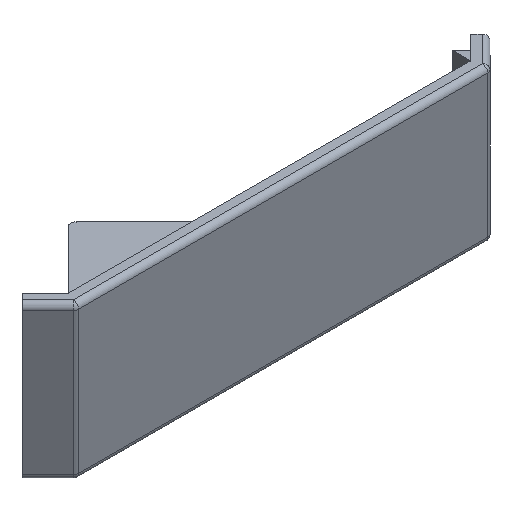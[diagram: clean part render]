
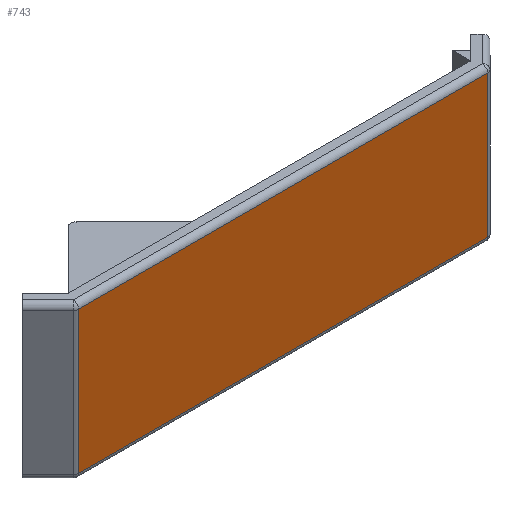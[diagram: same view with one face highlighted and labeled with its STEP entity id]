
A CAD part, isometric view. The second image highlights one B-rep face of the part: STEP entity #743.
In plain terms, the highlighted planar face has unit normal (0, -1, 0).
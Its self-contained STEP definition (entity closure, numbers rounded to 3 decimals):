
#14 = DIRECTION ( 'NONE',  ( 0., 1., 0. ) ) ;
#19 = DIRECTION ( 'NONE',  ( 1., 0., 0. ) ) ;
#87 = EDGE_CURVE ( 'NONE', #1327, #150, #682, .T. ) ;
#125 = ORIENTED_EDGE ( 'NONE', *, *, #845, .T. ) ;
#127 = EDGE_CURVE ( 'NONE', #367, #1327, #1227, .T. ) ;
#150 = VERTEX_POINT ( 'NONE', #606 ) ;
#169 = LINE ( 'NONE', #285, #483 ) ;
#176 = AXIS2_PLACEMENT_3D ( 'NONE', #321, #14, #831 ) ;
#201 = ORIENTED_EDGE ( 'NONE', *, *, #127, .T. ) ;
#236 = CARTESIAN_POINT ( 'NONE',  ( -37.391, 0., 27. ) ) ;
#238 = ORIENTED_EDGE ( 'NONE', *, *, #87, .T. ) ;
#269 = CARTESIAN_POINT ( 'NONE',  ( -37.391, 0., 28. ) ) ;
#285 = CARTESIAN_POINT ( 'NONE',  ( 37.391, 0., 28. ) ) ;
#321 = CARTESIAN_POINT ( 'NONE',  ( -37.805, 0., 28. ) ) ;
#350 = VECTOR ( 'NONE', #19, 1000. ) ;
#362 = EDGE_LOOP ( 'NONE', ( #1119, #125, #201, #238 ) ) ;
#367 = VERTEX_POINT ( 'NONE', #446 ) ;
#413 = CARTESIAN_POINT ( 'NONE',  ( 37.805, 0., 1. ) ) ;
#446 = CARTESIAN_POINT ( 'NONE',  ( 37.391, 0., 27. ) ) ;
#483 = VECTOR ( 'NONE', #800, 1000. ) ;
#606 = CARTESIAN_POINT ( 'NONE',  ( -37.391, 0., 1. ) ) ;
#618 = FACE_OUTER_BOUND ( 'NONE', #362, .T. ) ;
#674 = DIRECTION ( 'NONE',  ( 0., 0., -1. ) ) ;
#682 = LINE ( 'NONE', #269, #1136 ) ;
#695 = EDGE_CURVE ( 'NONE', #150, #1041, #896, .T. ) ;
#702 = DIRECTION ( 'NONE',  ( -1., 0., 0. ) ) ;
#704 = CARTESIAN_POINT ( 'NONE',  ( 37.391, 0., 1. ) ) ;
#743 = ADVANCED_FACE ( 'NONE', ( #618 ), #839, .F. ) ;
#800 = DIRECTION ( 'NONE',  ( 0., 0., 1. ) ) ;
#831 = DIRECTION ( 'NONE',  ( -1., 0., 0. ) ) ;
#839 = PLANE ( 'NONE',  #176 ) ;
#845 = EDGE_CURVE ( 'NONE', #1041, #367, #169, .T. ) ;
#885 = CARTESIAN_POINT ( 'NONE',  ( -37.805, 0., 27. ) ) ;
#896 = LINE ( 'NONE', #413, #350 ) ;
#1041 = VERTEX_POINT ( 'NONE', #704 ) ;
#1119 = ORIENTED_EDGE ( 'NONE', *, *, #695, .T. ) ;
#1136 = VECTOR ( 'NONE', #674, 1000. ) ;
#1227 = LINE ( 'NONE', #885, #1294 ) ;
#1294 = VECTOR ( 'NONE', #702, 1000. ) ;
#1327 = VERTEX_POINT ( 'NONE', #236 ) ;
